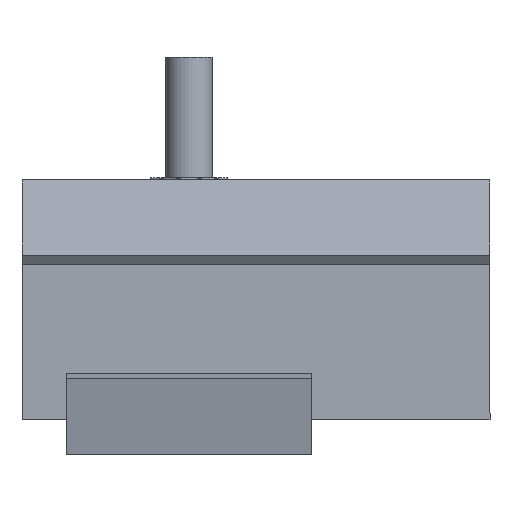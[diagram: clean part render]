
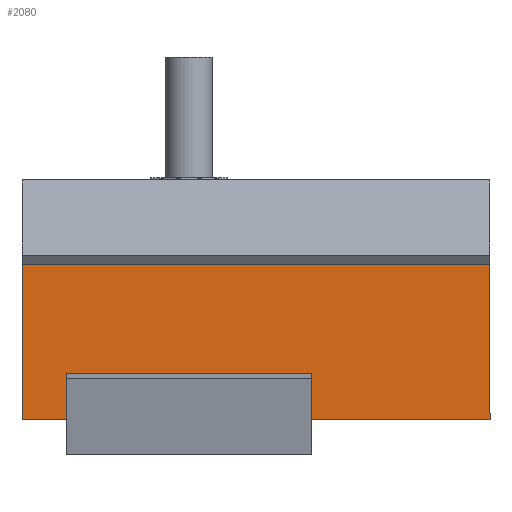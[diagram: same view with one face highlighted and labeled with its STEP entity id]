
A CAD part, left-side view. The second image highlights one B-rep face of the part: STEP entity #2080.
In plain terms, the highlighted face is planar.
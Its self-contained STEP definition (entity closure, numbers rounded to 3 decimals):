
#154 = CARTESIAN_POINT ( 'NONE',  ( 0., 0., 80. ) ) ;
#264 = DIRECTION ( 'NONE',  ( 0., 0., -1. ) ) ;
#319 = LINE ( 'NONE', #2016, #1173 ) ;
#365 = EDGE_CURVE ( 'NONE', #3317, #3855, #998, .T. ) ;
#663 = DIRECTION ( 'NONE',  ( 0., -1., 0. ) ) ;
#721 = CARTESIAN_POINT ( 'NONE',  ( 0., 0., 80. ) ) ;
#748 = ORIENTED_EDGE ( 'NONE', *, *, #973, .T. ) ;
#814 = VERTEX_POINT ( 'NONE', #1532 ) ;
#869 = ORIENTED_EDGE ( 'NONE', *, *, #2426, .F. ) ;
#873 = VECTOR ( 'NONE', #264, 1000. ) ;
#887 = VECTOR ( 'NONE', #663, 1000. ) ;
#924 = VERTEX_POINT ( 'NONE', #3357 ) ;
#973 = EDGE_CURVE ( 'NONE', #3855, #1127, #319, .T. ) ;
#998 = LINE ( 'NONE', #154, #1581 ) ;
#1036 = CARTESIAN_POINT ( 'NONE',  ( 0., 0., 0. ) ) ;
#1095 = CARTESIAN_POINT ( 'NONE',  ( 0., 0., 80. ) ) ;
#1127 = VERTEX_POINT ( 'NONE', #4532 ) ;
#1173 = VECTOR ( 'NONE', #3744, 1000. ) ;
#1303 = EDGE_LOOP ( 'NONE', ( #869, #4592, #2931, #748, #5011, #3137 ) ) ;
#1387 = DIRECTION ( 'NONE',  ( 0., -1., 0. ) ) ;
#1439 = CARTESIAN_POINT ( 'NONE',  ( 0., -36., 80. ) ) ;
#1532 = CARTESIAN_POINT ( 'NONE',  ( 0., -36., 0. ) ) ;
#1581 = VECTOR ( 'NONE', #2789, 1000. ) ;
#1728 = EDGE_CURVE ( 'NONE', #3317, #924, #4594, .T. ) ;
#1748 = CARTESIAN_POINT ( 'NONE',  ( 0., 0., 80. ) ) ;
#1860 = DIRECTION ( 'NONE',  ( 0., 0., 1. ) ) ;
#1961 = CARTESIAN_POINT ( 'NONE',  ( 0., -34.5, 80. ) ) ;
#2016 = CARTESIAN_POINT ( 'NONE',  ( 0., -36., 80. ) ) ;
#2080 = ADVANCED_FACE ( 'NONE', ( #5330 ), #4072, .T. ) ;
#2426 = EDGE_CURVE ( 'NONE', #924, #4623, #3230, .T. ) ;
#2789 = DIRECTION ( 'NONE',  ( 0., -1., 0. ) ) ;
#2834 = AXIS2_PLACEMENT_3D ( 'NONE', #721, #5436, #4983 ) ;
#2843 = CARTESIAN_POINT ( 'NONE',  ( 0., 0., 0. ) ) ;
#2931 = ORIENTED_EDGE ( 'NONE', *, *, #365, .T. ) ;
#3035 = EDGE_CURVE ( 'NONE', #814, #1127, #3551, .T. ) ;
#3066 = VECTOR ( 'NONE', #1387, 1000. ) ;
#3086 = EDGE_CURVE ( 'NONE', #4623, #814, #4840, .T. ) ;
#3137 = ORIENTED_EDGE ( 'NONE', *, *, #3086, .F. ) ;
#3230 = LINE ( 'NONE', #2843, #887 ) ;
#3317 = VERTEX_POINT ( 'NONE', #1748 ) ;
#3357 = CARTESIAN_POINT ( 'NONE',  ( 0., 0., 0. ) ) ;
#3551 = LINE ( 'NONE', #1439, #4994 ) ;
#3744 = DIRECTION ( 'NONE',  ( 0., -1., 0. ) ) ;
#3855 = VERTEX_POINT ( 'NONE', #1961 ) ;
#4072 = PLANE ( 'NONE',  #2834 ) ;
#4240 = CARTESIAN_POINT ( 'NONE',  ( 0., -34.5, 0. ) ) ;
#4532 = CARTESIAN_POINT ( 'NONE',  ( 0., -36., 80. ) ) ;
#4592 = ORIENTED_EDGE ( 'NONE', *, *, #1728, .F. ) ;
#4594 = LINE ( 'NONE', #1095, #873 ) ;
#4623 = VERTEX_POINT ( 'NONE', #4240 ) ;
#4840 = LINE ( 'NONE', #1036, #3066 ) ;
#4983 = DIRECTION ( 'NONE',  ( 0., 1., 0. ) ) ;
#4994 = VECTOR ( 'NONE', #1860, 1000. ) ;
#5011 = ORIENTED_EDGE ( 'NONE', *, *, #3035, .F. ) ;
#5330 = FACE_OUTER_BOUND ( 'NONE', #1303, .T. ) ;
#5436 = DIRECTION ( 'NONE',  ( 1., 0., 0. ) ) ;
